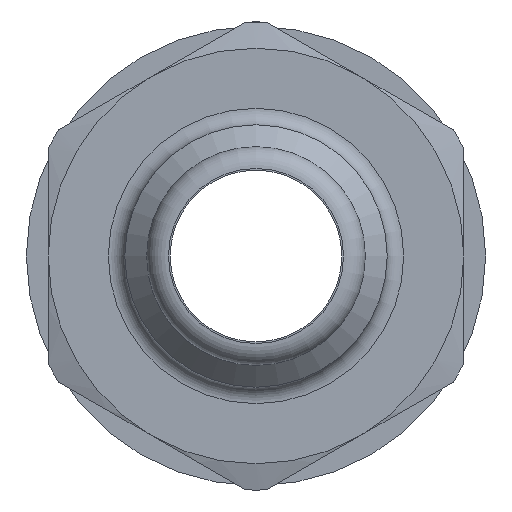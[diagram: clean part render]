
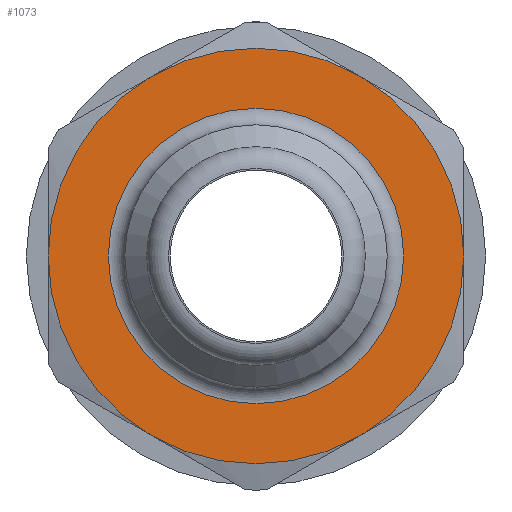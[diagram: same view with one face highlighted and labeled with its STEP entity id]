
A CAD part, left-side view. The second image highlights one B-rep face of the part: STEP entity #1073.
In plain terms, the highlighted planar face has unit normal (-1, 0, 0).
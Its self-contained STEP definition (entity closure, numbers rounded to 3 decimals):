
#182=CARTESIAN_POINT('',(20.0,4.75,-8.227));
#183=VERTEX_POINT('',#182);
#266=CARTESIAN_POINT('',(20.0,-4.75,-8.227));
#267=VERTEX_POINT('',#266);
#350=CARTESIAN_POINT('',(20.0,-9.5,0.));
#351=VERTEX_POINT('',#350);
#434=CARTESIAN_POINT('',(20.0,-4.75,8.227));
#435=VERTEX_POINT('',#434);
#518=CARTESIAN_POINT('',(20.0,4.75,8.227));
#519=VERTEX_POINT('',#518);
#879=CARTESIAN_POINT('',(20.0,9.5,0.0));
#880=VERTEX_POINT('',#879);
#881=CARTESIAN_POINT('',(20.0,0.0,0.0));
#882=DIRECTION('',(1.0,0.0,0.0));
#883=DIRECTION('',(0.0,1.0,0.0));
#884=AXIS2_PLACEMENT_3D('',#881,#882,#883);
#885=CIRCLE('',#884,9.5);
#886=EDGE_CURVE('',#183,#880,#885,.T.);
#925=CARTESIAN_POINT('',(20.0,0.0,0.0));
#926=DIRECTION('',(1.0,0.0,0.0));
#927=DIRECTION('',(0.0,1.0,0.0));
#928=AXIS2_PLACEMENT_3D('',#925,#926,#927);
#929=CIRCLE('',#928,9.5);
#930=EDGE_CURVE('',#880,#519,#929,.T.);
#943=CARTESIAN_POINT('',(20.0,0.0,0.0));
#944=DIRECTION('',(1.0,0.0,0.0));
#945=DIRECTION('',(0.0,1.0,0.0));
#946=AXIS2_PLACEMENT_3D('',#943,#944,#945);
#947=CIRCLE('',#946,9.5);
#948=EDGE_CURVE('',#519,#435,#947,.T.);
#961=CARTESIAN_POINT('',(20.0,0.0,0.0));
#962=DIRECTION('',(1.0,0.0,0.0));
#963=DIRECTION('',(0.0,1.0,0.0));
#964=AXIS2_PLACEMENT_3D('',#961,#962,#963);
#965=CIRCLE('',#964,9.5);
#966=EDGE_CURVE('',#435,#351,#965,.T.);
#979=CARTESIAN_POINT('',(20.0,0.0,0.0));
#980=DIRECTION('',(1.0,0.0,0.0));
#981=DIRECTION('',(0.0,1.0,0.0));
#982=AXIS2_PLACEMENT_3D('',#979,#980,#981);
#983=CIRCLE('',#982,9.5);
#984=EDGE_CURVE('',#351,#267,#983,.T.);
#1019=CARTESIAN_POINT('',(20.0,6.75,0.));
#1020=VERTEX_POINT('',#1019);
#1021=CARTESIAN_POINT('',(20.0,0.0,0.0));
#1022=DIRECTION('',(-1.0,0.0,0.0));
#1023=DIRECTION('',(0.0,-1.0,0.0));
#1024=AXIS2_PLACEMENT_3D('',#1021,#1022,#1023);
#1025=CIRCLE('',#1024,6.75);
#1026=EDGE_CURVE('',#1020,#1020,#1025,.T.);
#1051=CARTESIAN_POINT('',(20.0,7.75,0.0));
#1052=DIRECTION('',(-1.0,0.0,0.0));
#1053=DIRECTION('',(0.0,0.0,1.0));
#1054=AXIS2_PLACEMENT_3D('',#1051,#1052,#1053);
#1055=PLANE('',#1054);
#1056=ORIENTED_EDGE('',*,*,#930,.F.);
#1057=ORIENTED_EDGE('',*,*,#886,.F.);
#1058=CARTESIAN_POINT('',(20.0,0.0,0.0));
#1059=DIRECTION('',(1.0,0.0,0.0));
#1060=DIRECTION('',(0.0,1.0,0.0));
#1061=AXIS2_PLACEMENT_3D('',#1058,#1059,#1060);
#1062=CIRCLE('',#1061,9.5);
#1063=EDGE_CURVE('',#267,#183,#1062,.T.);
#1064=ORIENTED_EDGE('',*,*,#1063,.F.);
#1065=ORIENTED_EDGE('',*,*,#984,.F.);
#1066=ORIENTED_EDGE('',*,*,#966,.F.);
#1067=ORIENTED_EDGE('',*,*,#948,.F.);
#1068=EDGE_LOOP('',(#1056,#1057,#1064,#1065,#1066,#1067));
#1069=FACE_OUTER_BOUND('',#1068,.T.);
#1070=ORIENTED_EDGE('',*,*,#1026,.F.);
#1071=EDGE_LOOP('',(#1070));
#1072=FACE_BOUND('',#1071,.T.);
#1073=ADVANCED_FACE('',(#1069,#1072),#1055,.T.);
